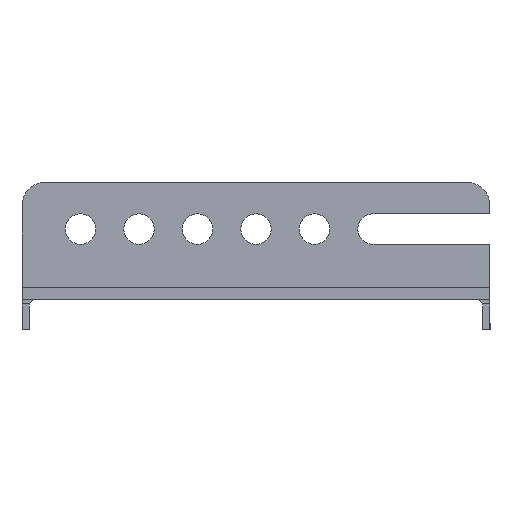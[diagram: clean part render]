
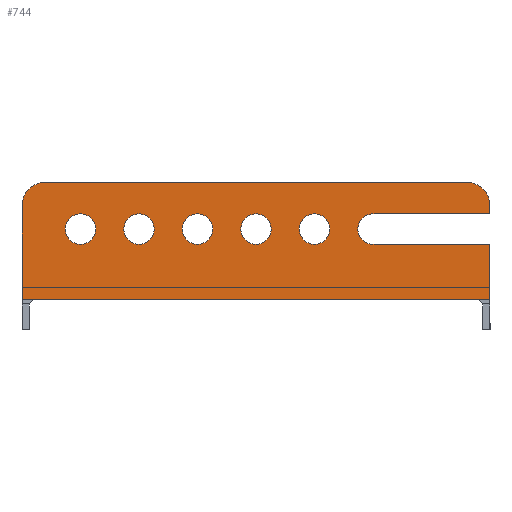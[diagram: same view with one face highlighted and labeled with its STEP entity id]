
A CAD part, left-side view. The second image highlights one B-rep face of the part: STEP entity #744.
In plain terms, the highlighted planar face has unit normal (-1, 0, 0).
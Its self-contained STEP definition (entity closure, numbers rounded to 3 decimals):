
#1 = ORIENTED_EDGE ( 'NONE', *, *, #1398, .T. ) ;
#44 = EDGE_CURVE ( 'NONE', #892, #456, #118, .T. ) ;
#47 = VERTEX_POINT ( 'NONE', #1743 ) ;
#67 = CARTESIAN_POINT ( 'NONE',  ( -253., 50., 1. ) ) ;
#73 = FACE_OUTER_BOUND ( 'NONE', #934, .T. ) ;
#89 = CARTESIAN_POINT ( 'NONE',  ( -253., 12.5, 13.5 ) ) ;
#109 = DIRECTION ( 'NONE',  ( 0., 0., -1. ) ) ;
#114 = FACE_BOUND ( 'NONE', #1659, .T. ) ;
#115 = CIRCLE ( 'NONE', #1249, 5. ) ;
#118 = CIRCLE ( 'NONE', #675, 3.25 ) ;
#133 = CIRCLE ( 'NONE', #891, 5. ) ;
#142 = ORIENTED_EDGE ( 'NONE', *, *, #400, .T. ) ;
#162 = FACE_BOUND ( 'NONE', #861, .T. ) ;
#168 = VERTEX_POINT ( 'NONE', #476 ) ;
#172 = DIRECTION ( 'NONE',  ( 0., 0., -1. ) ) ;
#197 = DIRECTION ( 'NONE',  ( 1., 0., 0. ) ) ;
#212 = CARTESIAN_POINT ( 'NONE',  ( -253., -50., 18.5 ) ) ;
#219 = DIRECTION ( 'NONE',  ( 0., 1., 0. ) ) ;
#243 = VERTEX_POINT ( 'NONE', #1062 ) ;
#251 = CARTESIAN_POINT ( 'NONE',  ( -253., -50., -1.5 ) ) ;
#287 = ORIENTED_EDGE ( 'NONE', *, *, #986, .F. ) ;
#331 = CARTESIAN_POINT ( 'NONE',  ( -253., -12.5, 13.5 ) ) ;
#340 = EDGE_CURVE ( 'NONE', #243, #892, #1839, .T. ) ;
#354 = VECTOR ( 'NONE', #1227, 1000. ) ;
#364 = DIRECTION ( 'NONE',  ( 0., 1., 0. ) ) ;
#370 = CARTESIAN_POINT ( 'NONE',  ( -253., 50., 0. ) ) ;
#398 = CIRCLE ( 'NONE', #1697, 3.25 ) ;
#400 = EDGE_CURVE ( 'NONE', #47, #1655, #115, .T. ) ;
#406 = EDGE_LOOP ( 'NONE', ( #1841 ) ) ;
#407 = DIRECTION ( 'NONE',  ( 1., 0., 0. ) ) ;
#414 = DIRECTION ( 'NONE',  ( -1., 0., 0. ) ) ;
#415 = ORIENTED_EDGE ( 'NONE', *, *, #777, .T. ) ;
#418 = CARTESIAN_POINT ( 'NONE',  ( -253., 37.5, 13.5 ) ) ;
#427 = AXIS2_PLACEMENT_3D ( 'NONE', #771, #783, #1212 ) ;
#435 = VERTEX_POINT ( 'NONE', #1352 ) ;
#441 = CARTESIAN_POINT ( 'NONE',  ( -253., 50., 18.5 ) ) ;
#448 = EDGE_CURVE ( 'NONE', #967, #967, #1755, .T. ) ;
#450 = ORIENTED_EDGE ( 'NONE', *, *, #547, .T. ) ;
#453 = ORIENTED_EDGE ( 'NONE', *, *, #939, .T. ) ;
#456 = VERTEX_POINT ( 'NONE', #699 ) ;
#474 = AXIS2_PLACEMENT_3D ( 'NONE', #975, #407, #1408 ) ;
#476 = CARTESIAN_POINT ( 'NONE',  ( -253., -50., 16.75 ) ) ;
#499 = CARTESIAN_POINT ( 'NONE',  ( -253., -50., 1. ) ) ;
#532 = EDGE_CURVE ( 'NONE', #859, #243, #1320, .T. ) ;
#547 = EDGE_CURVE ( 'NONE', #456, #168, #904, .T. ) ;
#557 = FACE_BOUND ( 'NONE', #1353, .T. ) ;
#630 = CARTESIAN_POINT ( 'NONE',  ( -253., 37.5, 10.25 ) ) ;
#651 = CARTESIAN_POINT ( 'NONE',  ( -253., -50., 0. ) ) ;
#663 = CARTESIAN_POINT ( 'NONE',  ( -253., -53.536, -1.5 ) ) ;
#672 = EDGE_CURVE ( 'NONE', #435, #435, #1837, .T. ) ;
#675 = AXIS2_PLACEMENT_3D ( 'NONE', #1462, #1448, #1056 ) ;
#678 = CARTESIAN_POINT ( 'NONE',  ( -253., 0., 23.5 ) ) ;
#695 = LINE ( 'NONE', #370, #354 ) ;
#696 = VECTOR ( 'NONE', #808, 1000. ) ;
#699 = CARTESIAN_POINT ( 'NONE',  ( -253., -25., 16.75 ) ) ;
#744 = ADVANCED_FACE ( 'NONE', ( #557, #114, #162, #1668, #1525, #73 ), #1647, .F. ) ;
#747 = DIRECTION ( 'NONE',  ( 0., -1., 0. ) ) ;
#765 = CARTESIAN_POINT ( 'NONE',  ( -253., 0., 13.5 ) ) ;
#770 = ORIENTED_EDGE ( 'NONE', *, *, #672, .T. ) ;
#771 = CARTESIAN_POINT ( 'NONE',  ( -253., 0., 0. ) ) ;
#777 = EDGE_CURVE ( 'NONE', #1655, #839, #695, .T. ) ;
#783 = DIRECTION ( 'NONE',  ( 1., 0., 0. ) ) ;
#784 = CARTESIAN_POINT ( 'NONE',  ( -253., 25., 10.25 ) ) ;
#792 = CARTESIAN_POINT ( 'NONE',  ( -253., 12.5, 10.25 ) ) ;
#801 = ORIENTED_EDGE ( 'NONE', *, *, #1206, .T. ) ;
#808 = DIRECTION ( 'NONE',  ( 0., 1., 0. ) ) ;
#825 = EDGE_CURVE ( 'NONE', #981, #1399, #1407, .T. ) ;
#832 = DIRECTION ( 'NONE',  ( 0., 0., 1. ) ) ;
#839 = VERTEX_POINT ( 'NONE', #67 ) ;
#851 = EDGE_CURVE ( 'NONE', #1757, #47, #1572, .T. ) ;
#857 = DIRECTION ( 'NONE',  ( 0., 0., -1. ) ) ;
#859 = VERTEX_POINT ( 'NONE', #1218 ) ;
#861 = EDGE_LOOP ( 'NONE', ( #453 ) ) ;
#888 = VERTEX_POINT ( 'NONE', #212 ) ;
#891 = AXIS2_PLACEMENT_3D ( 'NONE', #1117, #1687, #1402 ) ;
#892 = VERTEX_POINT ( 'NONE', #1528 ) ;
#904 = LINE ( 'NONE', #1172, #1430 ) ;
#905 = ORIENTED_EDGE ( 'NONE', *, *, #44, .T. ) ;
#909 = CARTESIAN_POINT ( 'NONE',  ( -253., -45., 23.5 ) ) ;
#917 = AXIS2_PLACEMENT_3D ( 'NONE', #418, #1023, #857 ) ;
#918 = VECTOR ( 'NONE', #1097, 1000. ) ;
#934 = EDGE_LOOP ( 'NONE', ( #905, #450, #1, #1551, #1183, #142, #415, #287, #1332, #1356, #1700, #1415 ) ) ;
#939 = EDGE_CURVE ( 'NONE', #1639, #1639, #1728, .T. ) ;
#949 = VECTOR ( 'NONE', #1021, 1000. ) ;
#963 = VERTEX_POINT ( 'NONE', #1493 ) ;
#967 = VERTEX_POINT ( 'NONE', #784 ) ;
#975 = CARTESIAN_POINT ( 'NONE',  ( -253., 25., 13.5 ) ) ;
#981 = VERTEX_POINT ( 'NONE', #251 ) ;
#986 = EDGE_CURVE ( 'NONE', #1399, #839, #1617, .T. ) ;
#989 = VECTOR ( 'NONE', #1359, 1000. ) ;
#1004 = VERTEX_POINT ( 'NONE', #630 ) ;
#1021 = DIRECTION ( 'NONE',  ( 0., 0., 1. ) ) ;
#1023 = DIRECTION ( 'NONE',  ( 1., 0., 0. ) ) ;
#1025 = AXIS2_PLACEMENT_3D ( 'NONE', #765, #197, #172 ) ;
#1035 = LINE ( 'NONE', #499, #989 ) ;
#1056 = DIRECTION ( 'NONE',  ( 0., 0., 1. ) ) ;
#1062 = CARTESIAN_POINT ( 'NONE',  ( -253., -50., 10.25 ) ) ;
#1097 = DIRECTION ( 'NONE',  ( 0., 0., 1. ) ) ;
#1117 = CARTESIAN_POINT ( 'NONE',  ( -253., -45., 18.5 ) ) ;
#1172 = CARTESIAN_POINT ( 'NONE',  ( -253., -50., 16.75 ) ) ;
#1183 = ORIENTED_EDGE ( 'NONE', *, *, #851, .T. ) ;
#1190 = VECTOR ( 'NONE', #364, 1000. ) ;
#1206 = EDGE_CURVE ( 'NONE', #963, #963, #398, .T. ) ;
#1212 = DIRECTION ( 'NONE',  ( 0., 0., -1. ) ) ;
#1218 = CARTESIAN_POINT ( 'NONE',  ( -253., -50., 1. ) ) ;
#1224 = CARTESIAN_POINT ( 'NONE',  ( -253., -50., 10.25 ) ) ;
#1226 = CIRCLE ( 'NONE', #917, 3.25 ) ;
#1227 = DIRECTION ( 'NONE',  ( 0., 0., -1. ) ) ;
#1249 = AXIS2_PLACEMENT_3D ( 'NONE', #1539, #414, #109 ) ;
#1261 = DIRECTION ( 'NONE',  ( 1., 0., 0. ) ) ;
#1293 = LINE ( 'NONE', #651, #918 ) ;
#1320 = LINE ( 'NONE', #1394, #949 ) ;
#1329 = DIRECTION ( 'NONE',  ( 0., 0., -1. ) ) ;
#1332 = ORIENTED_EDGE ( 'NONE', *, *, #825, .F. ) ;
#1352 = CARTESIAN_POINT ( 'NONE',  ( -253., 0., 10.25 ) ) ;
#1353 = EDGE_LOOP ( 'NONE', ( #801 ) ) ;
#1356 = ORIENTED_EDGE ( 'NONE', *, *, #1363, .F. ) ;
#1359 = DIRECTION ( 'NONE',  ( 0., 0., -1. ) ) ;
#1363 = EDGE_CURVE ( 'NONE', #859, #981, #1035, .T. ) ;
#1394 = CARTESIAN_POINT ( 'NONE',  ( -253., -50., 0. ) ) ;
#1398 = EDGE_CURVE ( 'NONE', #168, #888, #1293, .T. ) ;
#1399 = VERTEX_POINT ( 'NONE', #1657 ) ;
#1402 = DIRECTION ( 'NONE',  ( 0., 0., -1. ) ) ;
#1407 = LINE ( 'NONE', #663, #1752 ) ;
#1408 = DIRECTION ( 'NONE',  ( 0., 0., -1. ) ) ;
#1415 = ORIENTED_EDGE ( 'NONE', *, *, #340, .T. ) ;
#1430 = VECTOR ( 'NONE', #747, 1000. ) ;
#1448 = DIRECTION ( 'NONE',  ( 1., 0., 0. ) ) ;
#1462 = CARTESIAN_POINT ( 'NONE',  ( -253., -25., 13.5 ) ) ;
#1475 = DIRECTION ( 'NONE',  ( 1., 0., 0. ) ) ;
#1487 = EDGE_CURVE ( 'NONE', #888, #1757, #133, .T. ) ;
#1493 = CARTESIAN_POINT ( 'NONE',  ( -253., -12.5, 10.25 ) ) ;
#1506 = EDGE_LOOP ( 'NONE', ( #1822 ) ) ;
#1525 = FACE_BOUND ( 'NONE', #406, .T. ) ;
#1528 = CARTESIAN_POINT ( 'NONE',  ( -253., -25., 10.25 ) ) ;
#1539 = CARTESIAN_POINT ( 'NONE',  ( -253., 45., 18.5 ) ) ;
#1543 = VECTOR ( 'NONE', #832, 1000. ) ;
#1547 = DIRECTION ( 'NONE',  ( 0., 0., -1. ) ) ;
#1551 = ORIENTED_EDGE ( 'NONE', *, *, #1487, .T. ) ;
#1572 = LINE ( 'NONE', #678, #1190 ) ;
#1617 = LINE ( 'NONE', #1691, #1543 ) ;
#1639 = VERTEX_POINT ( 'NONE', #792 ) ;
#1647 = PLANE ( 'NONE',  #427 ) ;
#1655 = VERTEX_POINT ( 'NONE', #441 ) ;
#1657 = CARTESIAN_POINT ( 'NONE',  ( -253., 50., -1.5 ) ) ;
#1659 = EDGE_LOOP ( 'NONE', ( #770 ) ) ;
#1661 = EDGE_CURVE ( 'NONE', #1004, #1004, #1226, .T. ) ;
#1665 = AXIS2_PLACEMENT_3D ( 'NONE', #89, #1261, #1547 ) ;
#1668 = FACE_BOUND ( 'NONE', #1506, .T. ) ;
#1687 = DIRECTION ( 'NONE',  ( -1., 0., 0. ) ) ;
#1691 = CARTESIAN_POINT ( 'NONE',  ( -253., 50., 1. ) ) ;
#1697 = AXIS2_PLACEMENT_3D ( 'NONE', #331, #1475, #1329 ) ;
#1700 = ORIENTED_EDGE ( 'NONE', *, *, #532, .T. ) ;
#1728 = CIRCLE ( 'NONE', #1665, 3.25 ) ;
#1743 = CARTESIAN_POINT ( 'NONE',  ( -253., 45., 23.5 ) ) ;
#1752 = VECTOR ( 'NONE', #219, 1000. ) ;
#1755 = CIRCLE ( 'NONE', #474, 3.25 ) ;
#1757 = VERTEX_POINT ( 'NONE', #909 ) ;
#1822 = ORIENTED_EDGE ( 'NONE', *, *, #1661, .T. ) ;
#1837 = CIRCLE ( 'NONE', #1025, 3.25 ) ;
#1839 = LINE ( 'NONE', #1224, #696 ) ;
#1841 = ORIENTED_EDGE ( 'NONE', *, *, #448, .T. ) ;
